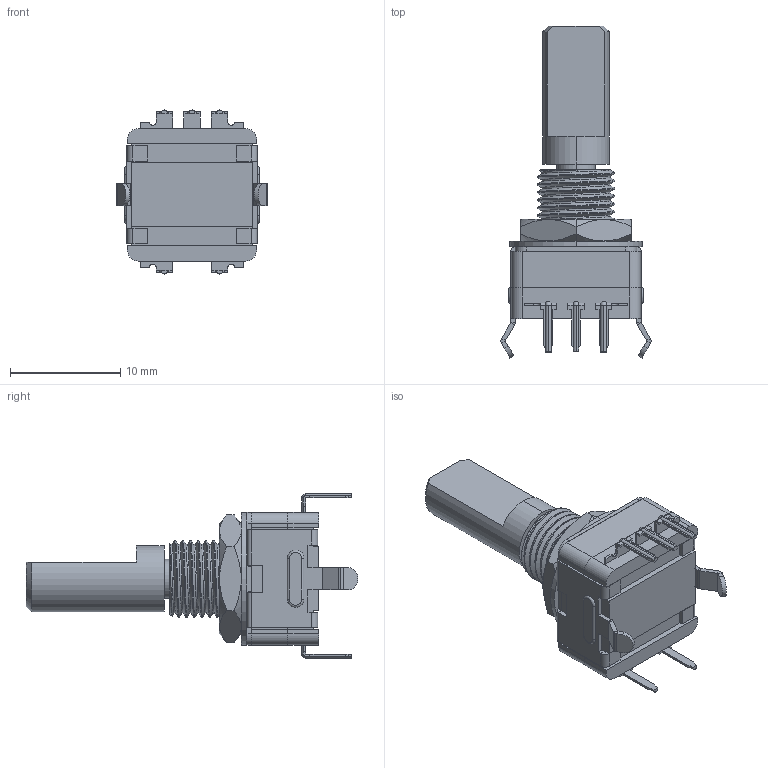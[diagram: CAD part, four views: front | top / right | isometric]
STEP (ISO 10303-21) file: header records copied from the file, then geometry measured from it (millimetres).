
FILE_DESCRIPTION (( 'STEP AP214' ), '1' );
FILE_NAME ('PEC11H-4220F-S0024.STEP', '2022-10-28T19:25:33', ( '' ), ( '' ), 'SwSTEP 2.0', 'SolidWorks 2017', '' );
FILE_SCHEMA (( 'AUTOMOTIVE_DESIGN' ));
Length unit declared in the file: millimetre
Products named in the file (1): PEC11H-4220F-S0024
Bounding box: 13.6 x 30.05 x 14.85 mm (x, y, z)
Volume: 1573.3 mm3; surface area: 2341.7 mm2
Topology: 11 solids, 11 shells, 385 faces, 949 edges, 589 vertices
Faces by surface type: plane 256, cylinder 109, torus 9, cone 8, bspline 3
Entity records: 12512 total; most frequent: CARTESIAN_POINT 3319, ORIENTED_EDGE 1898, DIRECTION 1856, EDGE_CURVE 949, VECTOR 684, LINE 684, VERTEX_POINT 589, AXIS2_PLACEMENT_3D 586
